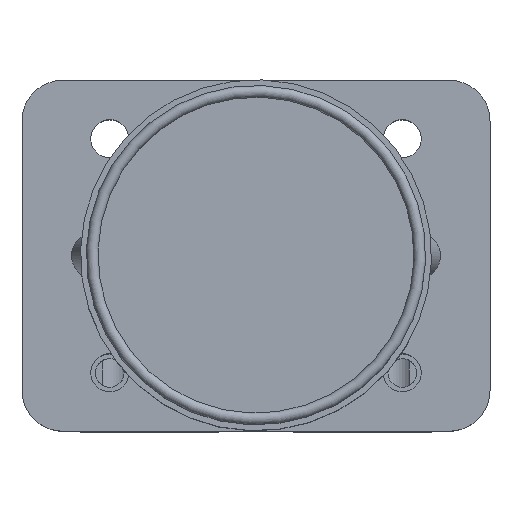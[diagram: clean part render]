
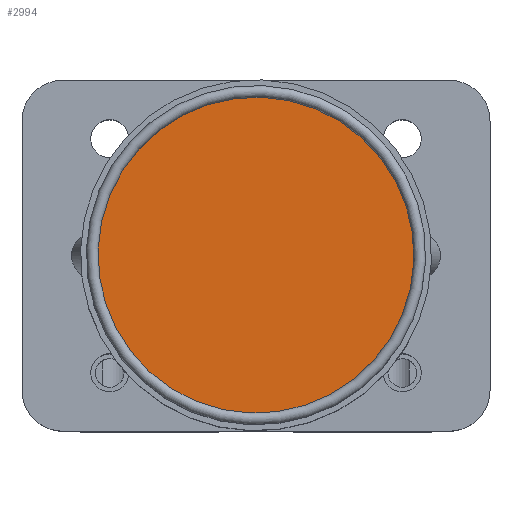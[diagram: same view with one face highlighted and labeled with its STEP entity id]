
A CAD part, top view. The second image highlights one B-rep face of the part: STEP entity #2994.
In plain terms, the highlighted face is planar.
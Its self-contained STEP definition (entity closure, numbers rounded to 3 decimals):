
#799=PLANE('',#3228);
#1038=FACE_OUTER_BOUND('',#1261,.T.);
#1261=EDGE_LOOP('',(#2696));
#1367=CIRCLE('',#3226,13.5);
#1622=VERTEX_POINT('',#5139);
#1989=EDGE_CURVE('',#1622,#1622,#1367,.T.);
#2696=ORIENTED_EDGE('',*,*,#1989,.T.);
#2994=ADVANCED_FACE('',(#1038),#799,.T.);
#3226=AXIS2_PLACEMENT_3D('',#5140,#3909,#3910);
#3228=AXIS2_PLACEMENT_3D('',#5143,#3913,#3914);
#3909=DIRECTION('center_axis',(0.,0.,-1.));
#3910=DIRECTION('ref_axis',(0.,1.,0.));
#3913=DIRECTION('center_axis',(0.,0.,-1.));
#3914=DIRECTION('ref_axis',(-1.,0.,0.));
#5139=CARTESIAN_POINT('',(0.,13.5,-6.5));
#5140=CARTESIAN_POINT('Origin',(0.,0.,-6.5));
#5143=CARTESIAN_POINT('Origin',(0.,6.75,-6.5));
